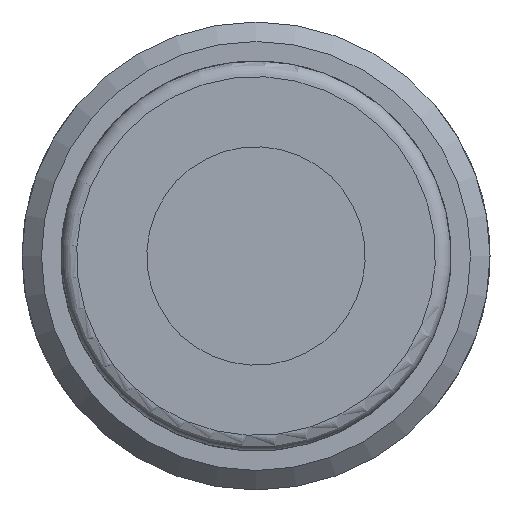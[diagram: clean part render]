
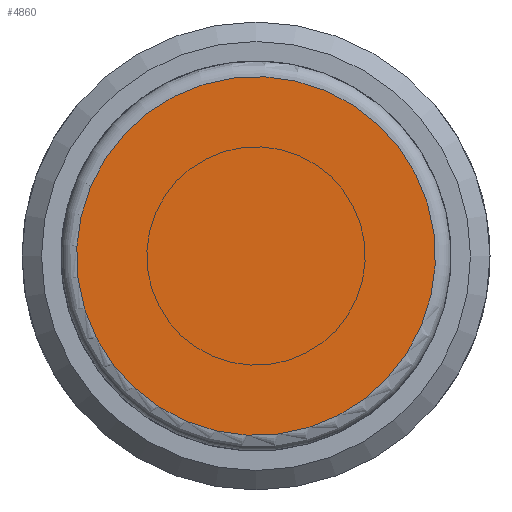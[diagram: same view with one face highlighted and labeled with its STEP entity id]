
A CAD part, left-side view. The second image highlights one B-rep face of the part: STEP entity #4860.
In plain terms, the highlighted planar face has unit normal (-1, 0, 0).
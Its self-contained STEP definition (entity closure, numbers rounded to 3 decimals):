
#4844=CARTESIAN_POINT('',(-17.9,0.685,1.334));
#4845=DIRECTION('',(-1.0,0.0,0.0));
#4846=DIRECTION('',(0.0,-0.89,0.457));
#4847=AXIS2_PLACEMENT_3D('',#4844,#4845,#4846);
#4848=PLANE('',#4847);
#4849=CARTESIAN_POINT('',(-17.9,2.101,4.092));
#4850=VERTEX_POINT('',#4849);
#4851=CARTESIAN_POINT('',(-17.9,0.,0.));
#4852=DIRECTION('',(1.0,0.,0.));
#4853=DIRECTION('',(0.,-0.457,-0.89));
#4854=AXIS2_PLACEMENT_3D('',#4851,#4852,#4853);
#4855=CIRCLE('',#4854,4.6);
#4856=EDGE_CURVE('',#4850,#4850,#4855,.T.);
#4857=ORIENTED_EDGE('',*,*,#4856,.F.);
#4858=EDGE_LOOP('',(#4857));
#4859=FACE_OUTER_BOUND('',#4858,.T.);
#4860=ADVANCED_FACE('',(#4859),#4848,.T.);
